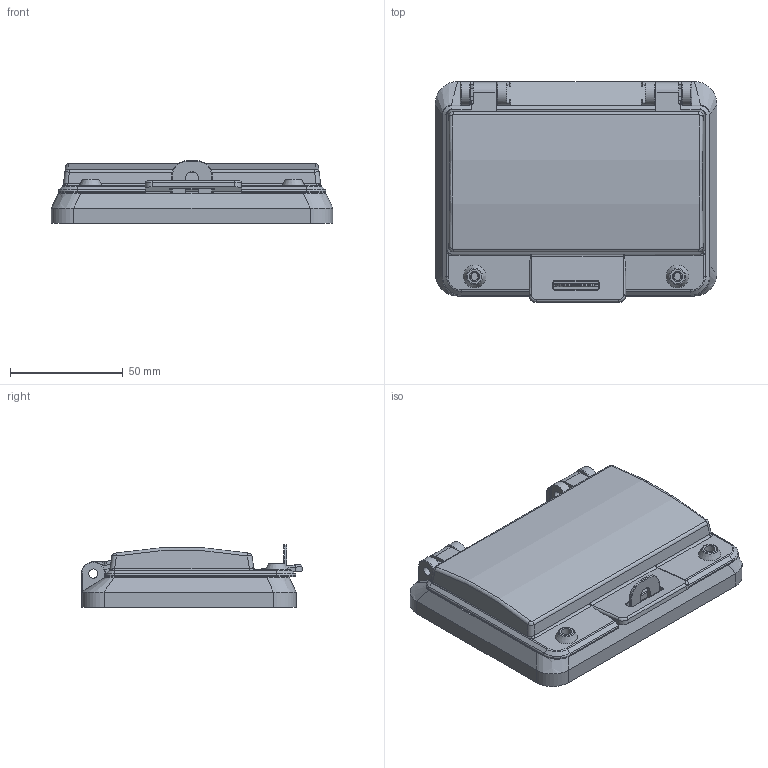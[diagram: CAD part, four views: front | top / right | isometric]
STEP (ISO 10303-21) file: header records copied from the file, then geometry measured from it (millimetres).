
FILE_DESCRIPTION(/* description */ (''),/* implementation_level */ '2;1');
FILE_NAME(/* name */ '3-14.stp',/* time_stamp */ '2025-03-14T17:04:53+08:00',/* author */ (''),/* organization */ (''),/* preprocessor_version */ 'ST-DEVELOPER v16.7',/* originating_system */ 'SIEMENS PLM Software NX 12.0',/* authorisation */ '');
FILE_SCHEMA (('AUTOMOTIVE_DESIGN { 1 0 10303 214 3 1 1 1 }'));
Length unit declared in the file: millimetre
Products named in the file (1): Admi3E8422A73csa
Bounding box: 125 x 98.08 x 27.93 mm (x, y, z)
Volume: 77968.6 mm3; surface area: 71322 mm2
Topology: 2 solids, 2 shells, 746 faces, 1966 edges, 1260 vertices
Faces by surface type: plane 445, cylinder 195, bspline 46, torus 30, cone 22, sphere 4, extrusion 4
Full cylindrical faces by diameter (mm): 1.5 x4, 3 x1, 3.2 x4, 3.5 x2, 4.05 x4, 4.5 x2, 6.5 x2
Entity records: 23645 total; most frequent: CARTESIAN_POINT 5253, ORIENTED_EDGE 3858, DIRECTION 3713, EDGE_CURVE 1929, VECTOR 1343, LINE 1339, VERTEX_POINT 1248, AXIS2_PLACEMENT_3D 1185
